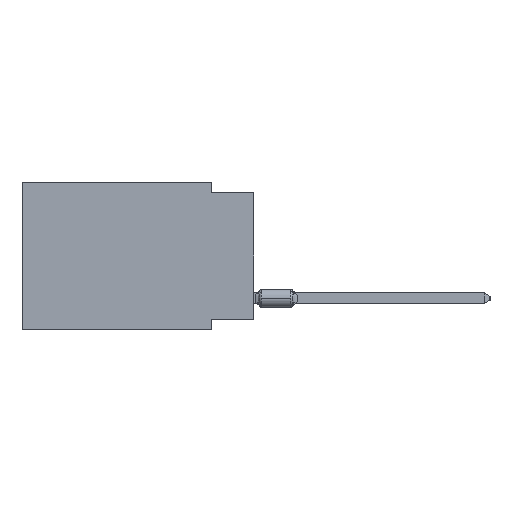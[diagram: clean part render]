
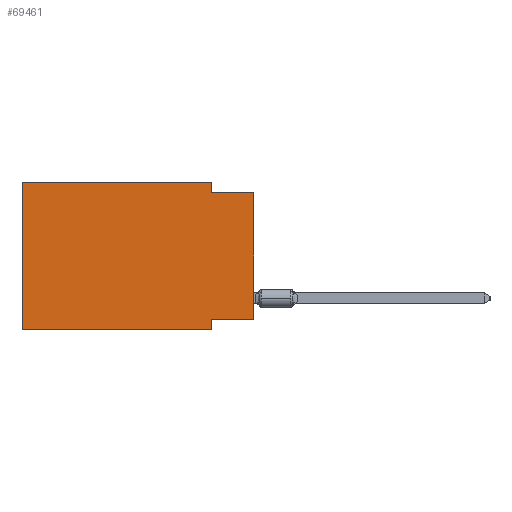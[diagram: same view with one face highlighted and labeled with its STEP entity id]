
A CAD part, left-side view. The second image highlights one B-rep face of the part: STEP entity #69461.
In plain terms, the highlighted planar face has unit normal (-1, 0, 0).
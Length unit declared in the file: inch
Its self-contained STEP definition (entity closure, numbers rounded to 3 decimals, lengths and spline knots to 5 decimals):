
#1327 = ORIENTED_EDGE ( 'NONE', *, *, #62819, .F. ) ;
#4609 = ORIENTED_EDGE ( 'NONE', *, *, #25682, .F. ) ;
#5605 = EDGE_CURVE ( 'NONE', #59342, #24242, #25393, .T. ) ;
#5835 = FACE_OUTER_BOUND ( 'NONE', #24088, .T. ) ;
#6449 = DIRECTION ( 'NONE',  ( 0., 0., 1. ) ) ;
#8063 = EDGE_CURVE ( 'NONE', #32519, #23879, #64210, .T. ) ;
#9422 = ORIENTED_EDGE ( 'NONE', *, *, #42352, .T. ) ;
#11106 = LINE ( 'NONE', #105286, #78579 ) ;
#11643 = DIRECTION ( 'NONE',  ( 0., 0., -1. ) ) ;
#11829 = CARTESIAN_POINT ( 'NONE',  ( 0., 0., -0.325 ) ) ;
#12498 = VECTOR ( 'NONE', #96993, 39.37008 ) ;
#14828 = LINE ( 'NONE', #48834, #87208 ) ;
#16376 = CARTESIAN_POINT ( 'NONE',  ( 0., 0.1, -0.35 ) ) ;
#18504 = ORIENTED_EDGE ( 'NONE', *, *, #37444, .T. ) ;
#21309 = DIRECTION ( 'NONE',  ( 0., 1., 0. ) ) ;
#21384 = CARTESIAN_POINT ( 'NONE',  ( 0., 0.1, -0.325 ) ) ;
#22047 = PLANE ( 'NONE',  #85312 ) ;
#22511 = ORIENTED_EDGE ( 'NONE', *, *, #8063, .F. ) ;
#22722 = VECTOR ( 'NONE', #93929, 39.37008 ) ;
#23879 = VERTEX_POINT ( 'NONE', #21384 ) ;
#24088 = EDGE_LOOP ( 'NONE', ( #18504, #94545, #33806, #1327, #28539, #9422, #4609, #22511 ) ) ;
#24242 = VERTEX_POINT ( 'NONE', #46335 ) ;
#24800 = VECTOR ( 'NONE', #21309, 39.37008 ) ;
#25393 = LINE ( 'NONE', #59382, #22722 ) ;
#25682 = EDGE_CURVE ( 'NONE', #23879, #83473, #11106, .T. ) ;
#28539 = ORIENTED_EDGE ( 'NONE', *, *, #106895, .F. ) ;
#31688 = CARTESIAN_POINT ( 'NONE',  ( 0., 0., -0.025 ) ) ;
#32519 = VERTEX_POINT ( 'NONE', #60986 ) ;
#33806 = ORIENTED_EDGE ( 'NONE', *, *, #5605, .F. ) ;
#36281 = VECTOR ( 'NONE', #56915, 39.37008 ) ;
#37371 = LINE ( 'NONE', #88627, #12498 ) ;
#37444 = EDGE_CURVE ( 'NONE', #32519, #79887, #81992, .T. ) ;
#42352 = EDGE_CURVE ( 'NONE', #96286, #83473, #77548, .T. ) ;
#46335 = CARTESIAN_POINT ( 'NONE',  ( 0., 0.1, -0.025 ) ) ;
#46672 = CARTESIAN_POINT ( 'NONE',  ( 0., 0.55, -0.35 ) ) ;
#47462 = CARTESIAN_POINT ( 'NONE',  ( 0., 0., 0. ) ) ;
#48834 = CARTESIAN_POINT ( 'NONE',  ( 0., 0.55, 0. ) ) ;
#52282 = CARTESIAN_POINT ( 'NONE',  ( 0., 0., -0.025 ) ) ;
#56915 = DIRECTION ( 'NONE',  ( 0., 0., 1. ) ) ;
#58972 = LINE ( 'NONE', #31688, #94303 ) ;
#59342 = VERTEX_POINT ( 'NONE', #67647 ) ;
#59382 = CARTESIAN_POINT ( 'NONE',  ( 0., 0.1, 0. ) ) ;
#60986 = CARTESIAN_POINT ( 'NONE',  ( 0., 0., -0.325 ) ) ;
#61137 = VECTOR ( 'NONE', #103197, 39.37008 ) ;
#61398 = CARTESIAN_POINT ( 'NONE',  ( 0., 0.55, -0.35 ) ) ;
#62819 = EDGE_CURVE ( 'NONE', #76509, #59342, #37371, .T. ) ;
#64210 = LINE ( 'NONE', #11829, #24800 ) ;
#65473 = DIRECTION ( 'NONE',  ( 0., 0., -1. ) ) ;
#65660 = DIRECTION ( 'NONE',  ( 0., -1., 0. ) ) ;
#67647 = CARTESIAN_POINT ( 'NONE',  ( 0., 0.1, 0. ) ) ;
#69461 = ADVANCED_FACE ( 'NONE', ( #5835 ), #22047, .F. ) ;
#72195 = DIRECTION ( 'NONE',  ( 1., 0., 0. ) ) ;
#76509 = VERTEX_POINT ( 'NONE', #83148 ) ;
#77548 = LINE ( 'NONE', #61398, #61137 ) ;
#78579 = VECTOR ( 'NONE', #11643, 39.37008 ) ;
#79887 = VERTEX_POINT ( 'NONE', #52282 ) ;
#81992 = LINE ( 'NONE', #47462, #36281 ) ;
#83148 = CARTESIAN_POINT ( 'NONE',  ( 0., 0.55, 0. ) ) ;
#83473 = VERTEX_POINT ( 'NONE', #16376 ) ;
#85312 = AXIS2_PLACEMENT_3D ( 'NONE', #90028, #72195, #65473 ) ;
#87208 = VECTOR ( 'NONE', #6449, 39.37008 ) ;
#88627 = CARTESIAN_POINT ( 'NONE',  ( 0., 0.55, 0. ) ) ;
#90028 = CARTESIAN_POINT ( 'NONE',  ( 0., 0.55, 0. ) ) ;
#93929 = DIRECTION ( 'NONE',  ( 0., 0., -1. ) ) ;
#94303 = VECTOR ( 'NONE', #65660, 39.37008 ) ;
#94545 = ORIENTED_EDGE ( 'NONE', *, *, #105220, .F. ) ;
#96286 = VERTEX_POINT ( 'NONE', #46672 ) ;
#96993 = DIRECTION ( 'NONE',  ( 0., -1., 0. ) ) ;
#103197 = DIRECTION ( 'NONE',  ( 0., -1., 0. ) ) ;
#105220 = EDGE_CURVE ( 'NONE', #24242, #79887, #58972, .T. ) ;
#105286 = CARTESIAN_POINT ( 'NONE',  ( 0., 0.1, -0.35 ) ) ;
#106895 = EDGE_CURVE ( 'NONE', #96286, #76509, #14828, .T. ) ;
